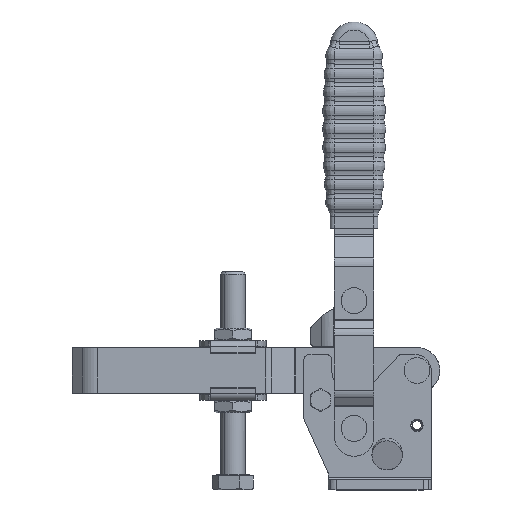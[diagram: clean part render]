
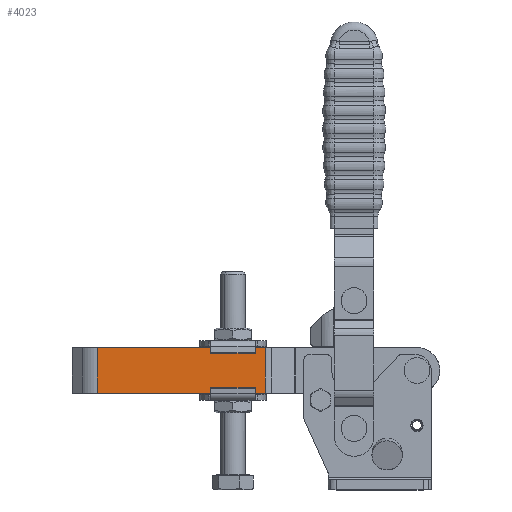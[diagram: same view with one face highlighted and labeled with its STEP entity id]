
A CAD part, top view. The second image highlights one B-rep face of the part: STEP entity #4023.
In plain terms, the highlighted planar face has unit normal (0, 0, 1).
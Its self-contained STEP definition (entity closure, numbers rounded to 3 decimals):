
#3969=AXIS2_PLACEMENT_3D('Plane Axis2P3D',#3966,#3967,#3968) ;
#1648=CARTESIAN_POINT('Vertex',(-48.75,38.75,2.)) ;
#1651=CARTESIAN_POINT('Line Origine',(-48.75,39.3,2.)) ;
#1655=CARTESIAN_POINT('Vertex',(-48.75,39.85,2.)) ;
#1710=CARTESIAN_POINT('Vertex',(-70.75,38.75,2.)) ;
#1742=CARTESIAN_POINT('Vertex',(-70.75,39.85,2.)) ;
#1745=CARTESIAN_POINT('Line Origine',(-70.75,39.3,2.)) ;
#2003=CARTESIAN_POINT('Line Origine',(-59.75,38.75,2.)) ;
#3198=CARTESIAN_POINT('Vertex',(-70.75,18.45,2.)) ;
#3201=CARTESIAN_POINT('Line Origine',(-70.75,17.9,2.)) ;
#3205=CARTESIAN_POINT('Vertex',(-70.75,17.35,2.)) ;
#3260=CARTESIAN_POINT('Vertex',(-48.75,18.45,2.)) ;
#3292=CARTESIAN_POINT('Vertex',(-48.75,17.35,2.)) ;
#3295=CARTESIAN_POINT('Line Origine',(-48.75,17.9,2.)) ;
#3954=CARTESIAN_POINT('Line Origine',(-59.75,18.45,2.)) ;
#3966=CARTESIAN_POINT('Axis2P3D Location',(-86.25,28.6,2.)) ;
#3971=CARTESIAN_POINT('Line Origine',(-98.714,39.85,2.)) ;
#3975=CARTESIAN_POINT('Vertex',(-126.679,39.85,2.)) ;
#3978=CARTESIAN_POINT('Line Origine',(-126.679,28.6,2.)) ;
#3982=CARTESIAN_POINT('Vertex',(-126.679,17.35,2.)) ;
#3985=CARTESIAN_POINT('Line Origine',(-98.714,17.35,2.)) ;
#3990=CARTESIAN_POINT('Line Origine',(-46.25,17.35,2.)) ;
#3994=CARTESIAN_POINT('Vertex',(-43.75,17.35,2.)) ;
#3997=CARTESIAN_POINT('Line Origine',(-43.75,28.6,2.)) ;
#4001=CARTESIAN_POINT('Vertex',(-43.75,39.85,2.)) ;
#4004=CARTESIAN_POINT('Line Origine',(-46.25,39.85,2.)) ;
#1652=DIRECTION('Vector Direction',(0.,1.,0.)) ;
#1746=DIRECTION('Vector Direction',(0.,1.,0.)) ;
#2004=DIRECTION('Vector Direction',(1.,0.,0.)) ;
#3202=DIRECTION('Vector Direction',(0.,-1.,0.)) ;
#3296=DIRECTION('Vector Direction',(0.,-1.,0.)) ;
#3955=DIRECTION('Vector Direction',(1.,0.,0.)) ;
#3967=DIRECTION('Axis2P3D Direction',(0.,0.,1.)) ;
#3968=DIRECTION('Axis2P3D XDirection',(1.,0.,0.)) ;
#3972=DIRECTION('Vector Direction',(-1.,0.,0.)) ;
#3979=DIRECTION('Vector Direction',(0.,-1.,0.)) ;
#3986=DIRECTION('Vector Direction',(1.,0.,0.)) ;
#3991=DIRECTION('Vector Direction',(1.,0.,0.)) ;
#3998=DIRECTION('Vector Direction',(0.,1.,0.)) ;
#4005=DIRECTION('Vector Direction',(-1.,0.,0.)) ;
#1653=VECTOR('Line Direction',#1652,1.) ;
#1747=VECTOR('Line Direction',#1746,1.) ;
#2005=VECTOR('Line Direction',#2004,1.) ;
#3203=VECTOR('Line Direction',#3202,1.) ;
#3297=VECTOR('Line Direction',#3296,1.) ;
#3956=VECTOR('Line Direction',#3955,1.) ;
#3973=VECTOR('Line Direction',#3972,1.) ;
#3980=VECTOR('Line Direction',#3979,1.) ;
#3987=VECTOR('Line Direction',#3986,1.) ;
#3992=VECTOR('Line Direction',#3991,1.) ;
#3999=VECTOR('Line Direction',#3998,1.) ;
#4006=VECTOR('Line Direction',#4005,1.) ;
#4010=ORIENTED_EDGE('',*,*,#3977,.T.) ;
#4011=ORIENTED_EDGE('',*,*,#3984,.T.) ;
#4012=ORIENTED_EDGE('',*,*,#3989,.T.) ;
#4013=ORIENTED_EDGE('',*,*,#3207,.F.) ;
#4014=ORIENTED_EDGE('',*,*,#3958,.T.) ;
#4015=ORIENTED_EDGE('',*,*,#3299,.T.) ;
#4016=ORIENTED_EDGE('',*,*,#3996,.T.) ;
#4017=ORIENTED_EDGE('',*,*,#4003,.T.) ;
#4018=ORIENTED_EDGE('',*,*,#4008,.T.) ;
#4019=ORIENTED_EDGE('',*,*,#1657,.F.) ;
#4020=ORIENTED_EDGE('',*,*,#2007,.F.) ;
#4021=ORIENTED_EDGE('',*,*,#1749,.T.) ;
#4023=ADVANCED_FACE('VERTIKALSPANNER_TS_V_600_UB_357868',(#4022),#3970,.T.) ;
#1657=EDGE_CURVE('',#1649,#1656,#1654,.T.) ;
#1749=EDGE_CURVE('',#1711,#1743,#1748,.T.) ;
#2007=EDGE_CURVE('',#1711,#1649,#2006,.T.) ;
#3207=EDGE_CURVE('',#3199,#3206,#3204,.T.) ;
#3299=EDGE_CURVE('',#3261,#3293,#3298,.T.) ;
#3958=EDGE_CURVE('',#3199,#3261,#3957,.T.) ;
#3977=EDGE_CURVE('',#1743,#3976,#3974,.T.) ;
#3984=EDGE_CURVE('',#3976,#3983,#3981,.T.) ;
#3989=EDGE_CURVE('',#3983,#3206,#3988,.T.) ;
#3996=EDGE_CURVE('',#3293,#3995,#3993,.T.) ;
#4003=EDGE_CURVE('',#3995,#4002,#4000,.T.) ;
#4008=EDGE_CURVE('',#4002,#1656,#4007,.T.) ;
#4009=EDGE_LOOP('',(#4010,#4011,#4012,#4013,#4014,#4015,#4016,#4017,#4018,#4019,#4020,#4021)) ;
#4022=FACE_OUTER_BOUND('',#4009,.T.) ;
#1654=LINE('Line',#1651,#1653) ;
#1748=LINE('Line',#1745,#1747) ;
#2006=LINE('Line',#2003,#2005) ;
#3204=LINE('Line',#3201,#3203) ;
#3298=LINE('Line',#3295,#3297) ;
#3957=LINE('Line',#3954,#3956) ;
#3974=LINE('Line',#3971,#3973) ;
#3981=LINE('Line',#3978,#3980) ;
#3988=LINE('Line',#3985,#3987) ;
#3993=LINE('Line',#3990,#3992) ;
#4000=LINE('Line',#3997,#3999) ;
#4007=LINE('Line',#4004,#4006) ;
#3970=PLANE('Plane',#3969) ;
#1649=VERTEX_POINT('',#1648) ;
#1656=VERTEX_POINT('',#1655) ;
#1711=VERTEX_POINT('',#1710) ;
#1743=VERTEX_POINT('',#1742) ;
#3199=VERTEX_POINT('',#3198) ;
#3206=VERTEX_POINT('',#3205) ;
#3261=VERTEX_POINT('',#3260) ;
#3293=VERTEX_POINT('',#3292) ;
#3976=VERTEX_POINT('',#3975) ;
#3983=VERTEX_POINT('',#3982) ;
#3995=VERTEX_POINT('',#3994) ;
#4002=VERTEX_POINT('',#4001) ;
